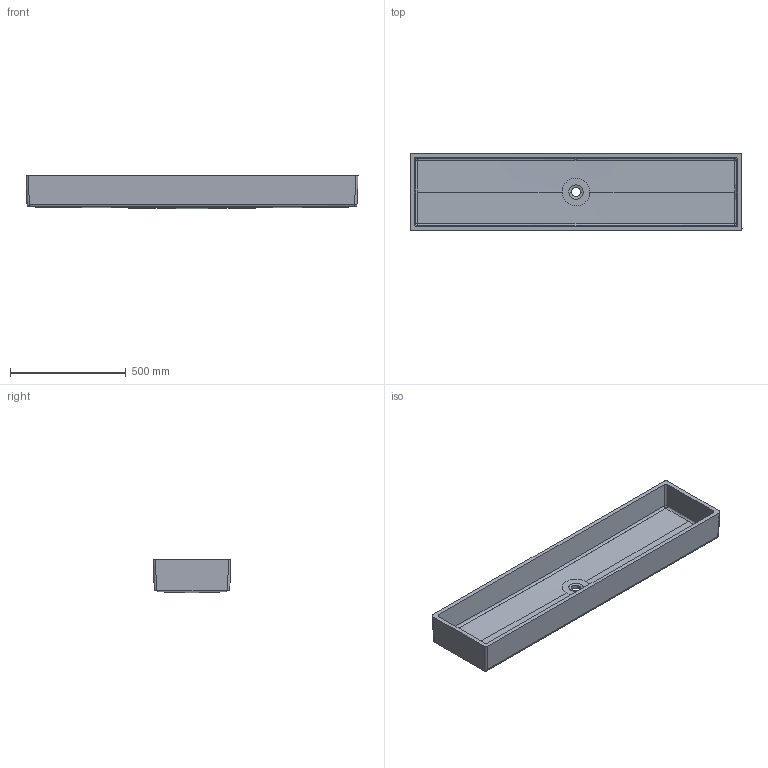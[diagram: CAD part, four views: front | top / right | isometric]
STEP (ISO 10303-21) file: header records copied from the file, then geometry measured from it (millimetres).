
FILE_DESCRIPTION(/* description */ (''),/* implementation_level */ '2;1');
FILE_NAME(/* name */ 'Block XI 1400x300x118 mm',/* time_stamp */ '2022-03-10T11:23:20+02:00',/* author */ (''),/* organization */ (''),/* preprocessor_version */ 'ST-DEVELOPER v16.5',/* originating_system */ 'Rhino 7.15',/* authorisation */ '');
FILE_SCHEMA (('CONFIG_CONTROL_DESIGN'));
Length unit declared in the file: millimetre
Products named in the file (1): Document
Bounding box: 1436.02 x 336.02 x 142.98 mm (x, y, z)
Surface area: 1797668.1 mm2 (no closed solid volume)
Topology: 0 solids, 49 shells, 49 faces, 230 edges, 230 vertices
Faces by surface type: bspline 20, plane 16, cylinder 13
Entity records: 7811 total; most frequent: CARTESIAN_POINT 6511, ORIENTED_EDGE 230, EDGE_CURVE 230, VERTEX_POINT 230, B_SPLINE_CURVE_WITH_KNOTS 170, EDGE_LOOP 53, SHELL_BASED_SURFACE_MODEL 49, OPEN_SHELL 49
